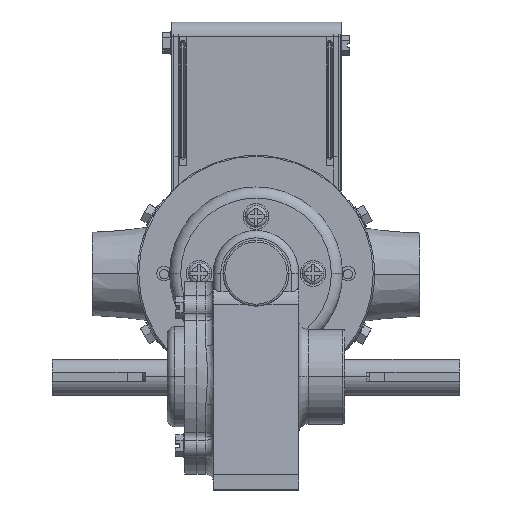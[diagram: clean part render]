
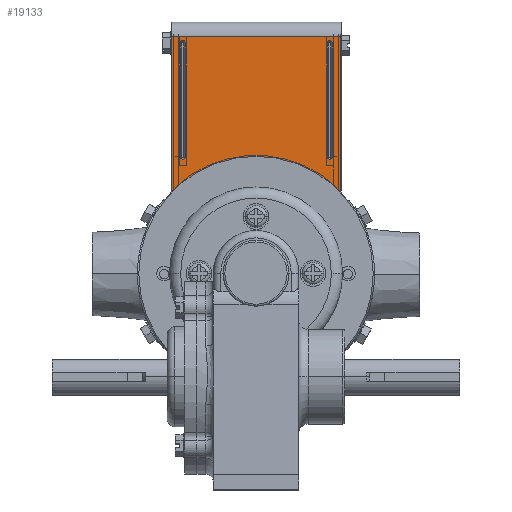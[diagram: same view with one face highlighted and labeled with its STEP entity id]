
A CAD part, top view. The second image highlights one B-rep face of the part: STEP entity #19133.
In plain terms, the highlighted planar face has unit normal (0, 0, 1).
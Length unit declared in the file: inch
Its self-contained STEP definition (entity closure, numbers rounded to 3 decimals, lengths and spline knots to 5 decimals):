
#34 = ORIENTED_EDGE ( 'NONE', *, *, #5240, .T. ) ;
#204 = VECTOR ( 'NONE', #19258, 39.37008 ) ;
#246 = VERTEX_POINT ( 'NONE', #25247 ) ;
#327 = CARTESIAN_POINT ( 'NONE',  ( -1.01125, 0., -4.02795 ) ) ;
#337 = CARTESIAN_POINT ( 'NONE',  ( -0.98, 1.56662, -4.02795 ) ) ;
#560 = AXIS2_PLACEMENT_3D ( 'NONE', #20420, #7729, #22534 ) ;
#985 = ORIENTED_EDGE ( 'NONE', *, *, #18538, .F. ) ;
#1041 = CARTESIAN_POINT ( 'NONE',  ( 1.01995, 0., -4.02795 ) ) ;
#1487 = EDGE_CURVE ( 'NONE', #27149, #2023, #6594, .T. ) ;
#2023 = VERTEX_POINT ( 'NONE', #14182 ) ;
#2479 = DIRECTION ( 'NONE',  ( 1., 0., 0. ) ) ;
#2556 = DIRECTION ( 'NONE',  ( 0., 0., 1. ) ) ;
#2925 = LINE ( 'NONE', #9553, #19162 ) ;
#3141 = CIRCLE ( 'NONE', #6429, 0.03125 ) ;
#3493 = CARTESIAN_POINT ( 'NONE',  ( 1.1387, 3.183, -4.02795 ) ) ;
#3849 = ORIENTED_EDGE ( 'NONE', *, *, #21382, .F. ) ;
#4897 = VERTEX_POINT ( 'NONE', #24205 ) ;
#5240 = EDGE_CURVE ( 'NONE', #19367, #8365, #2925, .T. ) ;
#5432 = DIRECTION ( 'NONE',  ( 0., 1., 0. ) ) ;
#5533 = DIRECTION ( 'NONE',  ( 0., 1., 0. ) ) ;
#5558 = EDGE_CURVE ( 'NONE', #10584, #19367, #6227, .T. ) ;
#5763 = EDGE_CURVE ( 'NONE', #12211, #19433, #16459, .T. ) ;
#6104 = CARTESIAN_POINT ( 'NONE',  ( 1.1387, 0., -4.02795 ) ) ;
#6227 = LINE ( 'NONE', #6104, #16809 ) ;
#6429 = AXIS2_PLACEMENT_3D ( 'NONE', #15259, #2556, #17380 ) ;
#6481 = ORIENTED_EDGE ( 'NONE', *, *, #11552, .F. ) ;
#6571 = VECTOR ( 'NONE', #13269, 39.37008 ) ;
#6594 = LINE ( 'NONE', #11723, #17187 ) ;
#6971 = VECTOR ( 'NONE', #20064, 39.37008 ) ;
#7225 = LINE ( 'NONE', #19574, #6571 ) ;
#7639 = LINE ( 'NONE', #1041, #6971 ) ;
#7729 = DIRECTION ( 'NONE',  ( 0., 0., 1. ) ) ;
#7963 = LINE ( 'NONE', #17049, #18558 ) ;
#8365 = VERTEX_POINT ( 'NONE', #25228 ) ;
#8718 = ORIENTED_EDGE ( 'NONE', *, *, #1487, .F. ) ;
#9156 = PLANE ( 'NONE',  #26309 ) ;
#9553 = CARTESIAN_POINT ( 'NONE',  ( 1.1387, 3.183, -4.02795 ) ) ;
#9884 = FACE_BOUND ( 'NONE', #19215, .T. ) ;
#10037 = EDGE_CURVE ( 'NONE', #2023, #19433, #3141, .T. ) ;
#10584 = VERTEX_POINT ( 'NONE', #19212 ) ;
#10865 = DIRECTION ( 'NONE',  ( 0., 0., -1. ) ) ;
#11362 = DIRECTION ( 'NONE',  ( 0., 0., 1. ) ) ;
#11552 = EDGE_CURVE ( 'NONE', #12360, #17568, #15985, .T. ) ;
#11723 = CARTESIAN_POINT ( 'NONE',  ( -0.94875, 0., -4.02795 ) ) ;
#12211 = VERTEX_POINT ( 'NONE', #18784 ) ;
#12360 = VERTEX_POINT ( 'NONE', #23241 ) ;
#13269 = DIRECTION ( 'NONE',  ( 0., 1., 0. ) ) ;
#13708 = DIRECTION ( 'NONE',  ( -1., 0., 0. ) ) ;
#13811 = ORIENTED_EDGE ( 'NONE', *, *, #5763, .T. ) ;
#13875 = CARTESIAN_POINT ( 'NONE',  ( -1.13, 0., -4.02795 ) ) ;
#13878 = EDGE_CURVE ( 'NONE', #246, #4897, #16067, .T. ) ;
#13927 = ORIENTED_EDGE ( 'NONE', *, *, #17074, .T. ) ;
#14050 = EDGE_LOOP ( 'NONE', ( #8718, #23834, #13811, #19442 ) ) ;
#14182 = CARTESIAN_POINT ( 'NONE',  ( -0.94875, 3.0926, -4.02795 ) ) ;
#14352 = CARTESIAN_POINT ( 'NONE',  ( -1.13, 1.11662, -4.02795 ) ) ;
#14556 = ORIENTED_EDGE ( 'NONE', *, *, #15989, .F. ) ;
#14737 = DIRECTION ( 'NONE',  ( -1., 0., 0. ) ) ;
#15174 = DIRECTION ( 'NONE',  ( 0., 0., -1. ) ) ;
#15259 = CARTESIAN_POINT ( 'NONE',  ( -0.98, 3.0926, -4.02795 ) ) ;
#15501 = FACE_BOUND ( 'NONE', #14050, .T. ) ;
#15985 = CIRCLE ( 'NONE', #560, 0.03125 ) ;
#15989 = EDGE_CURVE ( 'NONE', #17568, #4897, #7639, .T. ) ;
#16067 = CIRCLE ( 'NONE', #24075, 0.03125 ) ;
#16459 = LINE ( 'NONE', #327, #204 ) ;
#16662 = LINE ( 'NONE', #13875, #21620 ) ;
#16741 = DIRECTION ( 'NONE',  ( 0., 1., 0. ) ) ;
#16809 = VECTOR ( 'NONE', #16741, 39.37008 ) ;
#16899 = CARTESIAN_POINT ( 'NONE',  ( -1.01125, 3.0926, -4.02795 ) ) ;
#17049 = CARTESIAN_POINT ( 'NONE',  ( 1.1387, 1.11662, -4.02795 ) ) ;
#17074 = EDGE_CURVE ( 'NONE', #12360, #246, #7225, .T. ) ;
#17187 = VECTOR ( 'NONE', #5432, 39.37008 ) ;
#17380 = DIRECTION ( 'NONE',  ( 1., 0., 0. ) ) ;
#17568 = VERTEX_POINT ( 'NONE', #26012 ) ;
#18538 = EDGE_CURVE ( 'NONE', #10584, #23741, #7963, .T. ) ;
#18558 = VECTOR ( 'NONE', #14737, 39.37008 ) ;
#18784 = CARTESIAN_POINT ( 'NONE',  ( -1.01125, 1.56662, -4.02795 ) ) ;
#19065 = EDGE_CURVE ( 'NONE', #27149, #12211, #21473, .T. ) ;
#19133 = ADVANCED_FACE ( 'NONE', ( #15501, #26752, #9884 ), #9156, .T. ) ;
#19162 = VECTOR ( 'NONE', #13708, 39.37008 ) ;
#19212 = CARTESIAN_POINT ( 'NONE',  ( 1.1387, 1.11662, -4.02795 ) ) ;
#19215 = EDGE_LOOP ( 'NONE', ( #13927, #24378, #14556, #6481 ) ) ;
#19258 = DIRECTION ( 'NONE',  ( 0., 1., 0. ) ) ;
#19367 = VERTEX_POINT ( 'NONE', #3493 ) ;
#19433 = VERTEX_POINT ( 'NONE', #16899 ) ;
#19442 = ORIENTED_EDGE ( 'NONE', *, *, #10037, .F. ) ;
#19574 = CARTESIAN_POINT ( 'NONE',  ( 0.95745, 0., -4.02795 ) ) ;
#20064 = DIRECTION ( 'NONE',  ( 0., 1., 0. ) ) ;
#20420 = CARTESIAN_POINT ( 'NONE',  ( 0.9887, 1.56662, -4.02795 ) ) ;
#21229 = ORIENTED_EDGE ( 'NONE', *, *, #5558, .T. ) ;
#21382 = EDGE_CURVE ( 'NONE', #23741, #8365, #16662, .T. ) ;
#21473 = CIRCLE ( 'NONE', #23999, 0.03125 ) ;
#21620 = VECTOR ( 'NONE', #5533, 39.37008 ) ;
#22534 = DIRECTION ( 'NONE',  ( 1., 0., 0. ) ) ;
#23241 = CARTESIAN_POINT ( 'NONE',  ( 0.95745, 1.56662, -4.02795 ) ) ;
#23552 = CARTESIAN_POINT ( 'NONE',  ( 0.9887, 3.0926, -4.02795 ) ) ;
#23741 = VERTEX_POINT ( 'NONE', #14352 ) ;
#23834 = ORIENTED_EDGE ( 'NONE', *, *, #19065, .T. ) ;
#23999 = AXIS2_PLACEMENT_3D ( 'NONE', #337, #15174, #2479 ) ;
#24048 = CARTESIAN_POINT ( 'NONE',  ( 1.1387, 0., -4.02795 ) ) ;
#24075 = AXIS2_PLACEMENT_3D ( 'NONE', #23552, #10865, #25702 ) ;
#24205 = CARTESIAN_POINT ( 'NONE',  ( 1.01995, 3.0926, -4.02795 ) ) ;
#24378 = ORIENTED_EDGE ( 'NONE', *, *, #13878, .T. ) ;
#24511 = EDGE_LOOP ( 'NONE', ( #34, #3849, #985, #21229 ) ) ;
#25228 = CARTESIAN_POINT ( 'NONE',  ( -1.13, 3.183, -4.02795 ) ) ;
#25247 = CARTESIAN_POINT ( 'NONE',  ( 0.95745, 3.0926, -4.02795 ) ) ;
#25702 = DIRECTION ( 'NONE',  ( 1., 0., 0. ) ) ;
#26012 = CARTESIAN_POINT ( 'NONE',  ( 1.01995, 1.56662, -4.02795 ) ) ;
#26188 = DIRECTION ( 'NONE',  ( 1., 0., 0. ) ) ;
#26309 = AXIS2_PLACEMENT_3D ( 'NONE', #24048, #11362, #26188 ) ;
#26752 = FACE_OUTER_BOUND ( 'NONE', #24511, .T. ) ;
#27114 = CARTESIAN_POINT ( 'NONE',  ( -0.94875, 1.56662, -4.02795 ) ) ;
#27149 = VERTEX_POINT ( 'NONE', #27114 ) ;
